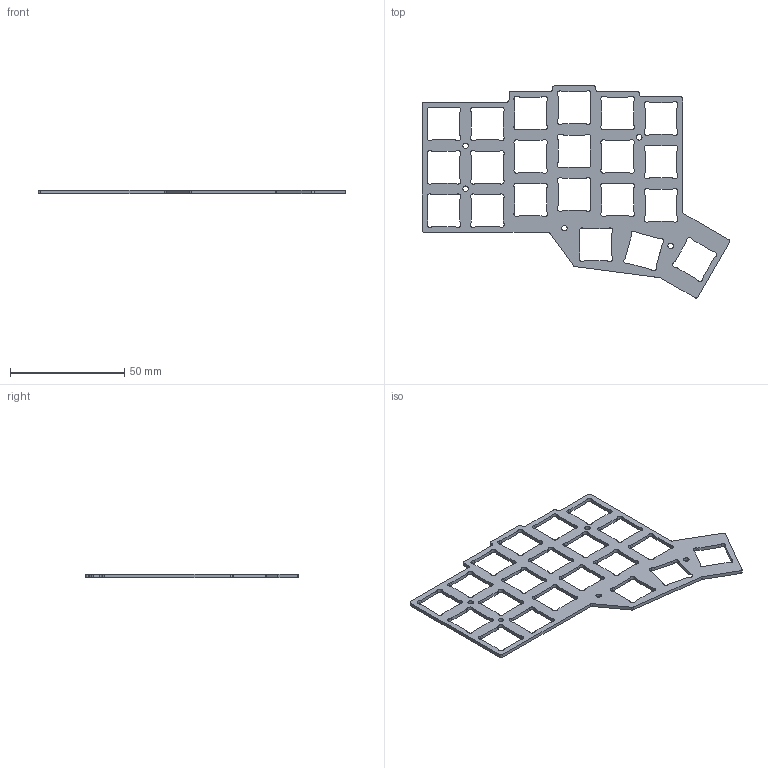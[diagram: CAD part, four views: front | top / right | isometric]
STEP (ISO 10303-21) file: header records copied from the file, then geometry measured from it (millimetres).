
FILE_DESCRIPTION (( 'STEP AP214' ), '1' );
FILE_NAME ('plate_for_mill.STEP', '2022-02-01T16:26:04', ( '' ), ( '' ), 'SwSTEP 2.0', 'SolidWorks 2021', '' );
FILE_SCHEMA (( 'AUTOMOTIVE_DESIGN' ));
Length unit declared in the file: millimetre
Products named in the file (1): plate_for_mill
Bounding box: 134.62 x 92.85 x 1.5 mm (x, y, z)
Volume: 6079.7 mm3; surface area: 10587.8 mm2
Topology: 1 solids, 1 shells, 424 faces, 1266 edges, 844 vertices
Faces by surface type: cylinder 318, plane 103, torus 3
Entity records: 14748 total; most frequent: DIRECTION 2754, CARTESIAN_POINT 2561, ORIENTED_EDGE 2532, EDGE_CURVE 1266, AXIS2_PLACEMENT_3D 1067, VERTEX_POINT 844, CIRCLE 642, LINE 620
